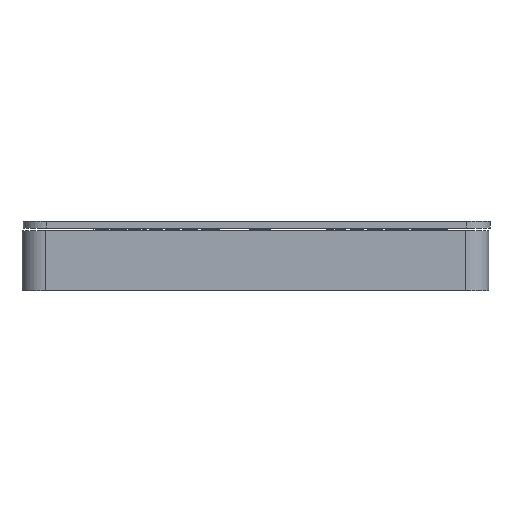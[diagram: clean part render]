
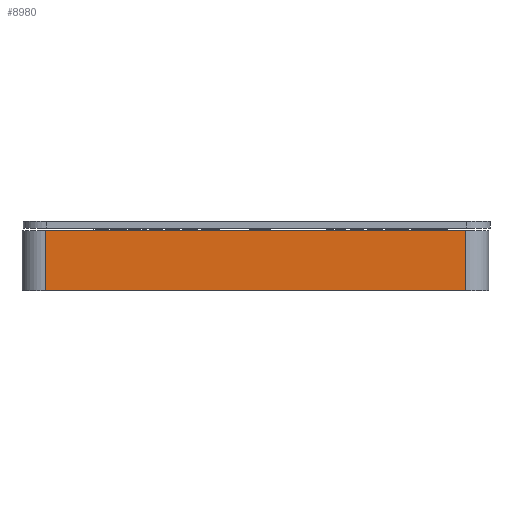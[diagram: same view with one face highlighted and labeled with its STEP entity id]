
A CAD part, front view. The second image highlights one B-rep face of the part: STEP entity #8980.
In plain terms, the highlighted planar face has unit normal (0, -1, 0).
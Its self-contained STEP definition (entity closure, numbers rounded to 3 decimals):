
#773=PLANE('',#9515);
#966=FACE_OUTER_BOUND('',#1456,.T.);
#1456=EDGE_LOOP('',(#6166,#6167,#6168,#6169));
#2102=LINE('',#11852,#2879);
#2103=LINE('',#11855,#2880);
#2115=LINE('',#11893,#2892);
#2116=LINE('',#11894,#2893);
#2879=VECTOR('',#10035,10.);
#2880=VECTOR('',#10038,10.);
#2892=VECTOR('',#10066,10.);
#2893=VECTOR('',#10067,10.);
#3867=VERTEX_POINT('',#11845);
#3870=VERTEX_POINT('',#11850);
#3871=VERTEX_POINT('',#11854);
#3889=VERTEX_POINT('',#11892);
#4780=EDGE_CURVE('',#3870,#3867,#2102,.T.);
#4781=EDGE_CURVE('',#3867,#3871,#2103,.T.);
#4800=EDGE_CURVE('',#3889,#3870,#2115,.T.);
#4801=EDGE_CURVE('',#3871,#3889,#2116,.T.);
#6166=ORIENTED_EDGE('',*,*,#4780,.F.);
#6167=ORIENTED_EDGE('',*,*,#4800,.F.);
#6168=ORIENTED_EDGE('',*,*,#4801,.F.);
#6169=ORIENTED_EDGE('',*,*,#4781,.F.);
#8980=ADVANCED_FACE('',(#966),#773,.T.);
#9515=AXIS2_PLACEMENT_3D('',#11891,#10064,#10065);
#10035=DIRECTION('',(0.,0.,1.));
#10038=DIRECTION('',(1.,0.,0.));
#10064=DIRECTION('center_axis',(0.,-1.,0.));
#10065=DIRECTION('ref_axis',(1.,0.,0.));
#10066=DIRECTION('',(-1.,0.,0.));
#10067=DIRECTION('',(0.,0.,-1.));
#11845=CARTESIAN_POINT('',(-269.662,-171.248,13.));
#11850=CARTESIAN_POINT('',(-269.662,-171.248,0.));
#11852=CARTESIAN_POINT('',(-269.662,-171.248,0.));
#11854=CARTESIAN_POINT('',(-178.662,-171.248,13.));
#11855=CARTESIAN_POINT('',(-173.662,-171.248,13.));
#11891=CARTESIAN_POINT('Origin',(-274.662,-171.248,0.));
#11892=CARTESIAN_POINT('',(-178.662,-171.248,0.));
#11893=CARTESIAN_POINT('',(-173.662,-171.248,0.));
#11894=CARTESIAN_POINT('',(-178.662,-171.248,0.));
